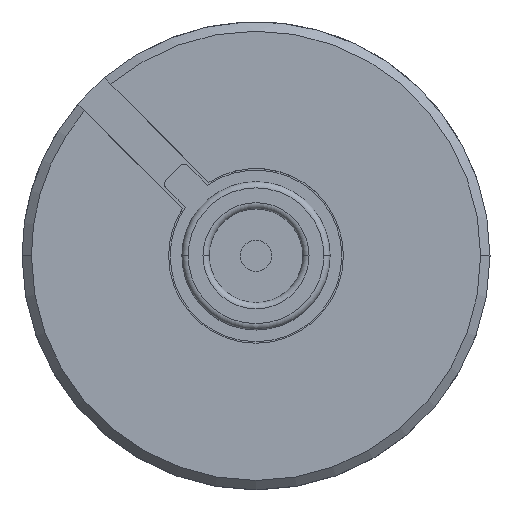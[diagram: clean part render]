
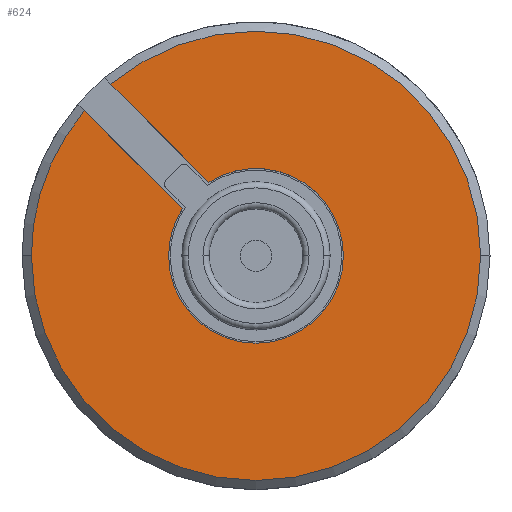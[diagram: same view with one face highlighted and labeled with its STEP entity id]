
A CAD part, top view. The second image highlights one B-rep face of the part: STEP entity #624.
In plain terms, the highlighted face is planar.
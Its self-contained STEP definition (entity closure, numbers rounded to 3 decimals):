
#142=CARTESIAN_POINT('',(0.,0.,0.));
#143=DIRECTION('',(-1.,0.,0.));
#144=DIRECTION('',(0.,0.646,-0.764));
#145=AXIS2_PLACEMENT_3D('',#142,#143,#144);
#147=DIRECTION('',(0.,0.707,-0.707));
#148=VECTOR('',#147,4.44);
#149=CARTESIAN_POINT('',(0.,1.51,-2.358));
#150=LINE('',#149,#148);
#151=CARTESIAN_POINT('',(0.,0.,0.));
#152=DIRECTION('',(1.,0.,0.));
#153=DIRECTION('',(0.,0.,-1.));
#154=AXIS2_PLACEMENT_3D('',#151,#152,#153);
#156=CARTESIAN_POINT('',(0.,0.,0.));
#157=DIRECTION('',(1.,0.,0.));
#158=DIRECTION('',(0.,0.,1.));
#159=AXIS2_PLACEMENT_3D('',#156,#157,#158);
#161=CARTESIAN_POINT('',(0.,0.,0.));
#162=DIRECTION('',(1.,0.,0.));
#163=DIRECTION('',(0.,0.842,-0.539));
#164=AXIS2_PLACEMENT_3D('',#161,#162,#163);
#166=DIRECTION('',(0.,-0.707,0.707));
#167=VECTOR('',#166,4.44);
#168=CARTESIAN_POINT('',(0.,5.498,-4.649));
#169=LINE('',#168,#167);
#170=CARTESIAN_POINT('',(0.,0.,0.));
#171=DIRECTION('',(-1.,0.,0.));
#172=DIRECTION('',(0.,0.,1.));
#173=AXIS2_PLACEMENT_3D('',#170,#171,#172);
#175=CARTESIAN_POINT('',(0.,0.,0.));
#176=DIRECTION('',(-1.,0.,0.));
#177=DIRECTION('',(0.,0.,-1.));
#178=AXIS2_PLACEMENT_3D('',#175,#176,#177);
#189=CARTESIAN_POINT('',(0.,4.649,-5.498));
#322=CARTESIAN_POINT('',(0.,0.,-2.8));
#323=CARTESIAN_POINT('',(0.,1.51,-2.358));
#324=VERTEX_POINT('',#322);
#325=VERTEX_POINT('',#323);
#340=VERTEX_POINT('',#189);
#357=CARTESIAN_POINT('',(0.,0.,-7.2));
#359=VERTEX_POINT('',#357);
#366=CARTESIAN_POINT('',(0.,2.358,-1.51));
#367=VERTEX_POINT('',#366);
#368=CARTESIAN_POINT('',(0.,0.,2.8));
#369=VERTEX_POINT('',#368);
#386=CARTESIAN_POINT('',(0.,5.498,-4.649));
#387=VERTEX_POINT('',#386);
#402=CARTESIAN_POINT('',(0.,0.,7.2));
#403=VERTEX_POINT('',#402);
#603=CARTESIAN_POINT('',(0.,7.5,0.));
#604=DIRECTION('',(1.,0.,0.));
#605=DIRECTION('',(0.,0.,-1.));
#606=AXIS2_PLACEMENT_3D('',#603,#604,#605);
#607=PLANE('',#606);
#609=ORIENTED_EDGE('',*,*,#608,.F.);
#611=ORIENTED_EDGE('',*,*,#610,.F.);
#613=ORIENTED_EDGE('',*,*,#612,.F.);
#615=ORIENTED_EDGE('',*,*,#614,.F.);
#617=ORIENTED_EDGE('',*,*,#616,.F.);
#619=ORIENTED_EDGE('',*,*,#618,.F.);
#620=ORIENTED_EDGE('',*,*,#594,.F.);
#621=ORIENTED_EDGE('',*,*,#584,.F.);
#622=EDGE_LOOP('',(#609,#611,#613,#615,#617,#619,#620,#621));
#623=FACE_OUTER_BOUND('',#622,.F.);
#624=ADVANCED_FACE('',(#623),#607,.F.);
#146=CIRCLE('',#145,7.2);
#155=CIRCLE('',#154,2.8);
#160=CIRCLE('',#159,2.8);
#165=CIRCLE('',#164,2.8);
#174=CIRCLE('',#173,7.2);
#179=CIRCLE('',#178,7.2);
#584=EDGE_CURVE('',#359,#403,#179,.T.);
#594=EDGE_CURVE('',#403,#387,#174,.T.);
#608=EDGE_CURVE('',#340,#359,#146,.T.);
#610=EDGE_CURVE('',#325,#340,#150,.T.);
#612=EDGE_CURVE('',#324,#325,#155,.T.);
#614=EDGE_CURVE('',#369,#324,#160,.T.);
#616=EDGE_CURVE('',#367,#369,#165,.T.);
#618=EDGE_CURVE('',#387,#367,#169,.T.);
